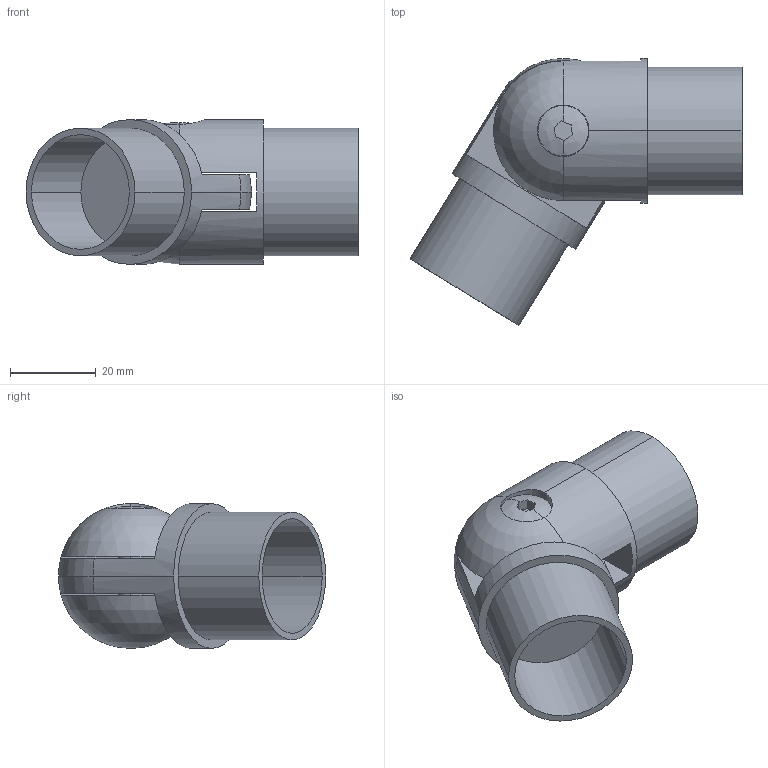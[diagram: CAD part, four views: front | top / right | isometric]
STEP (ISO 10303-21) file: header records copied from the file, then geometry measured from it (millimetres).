
FILE_DESCRIPTION (( 'STEP AP203' ), '1' );
FILE_NAME ('3D_GR1192_33.7x2_188851280.STEP', '2024-11-12T07:30:28', ( '' ), ( '' ), 'SwSTEP 2.0', 'SolidWorks 2023', '' );
FILE_SCHEMA (( 'CONFIG_CONTROL_DESIGN' ));
Length unit declared in the file: millimetre
Products named in the file (1): 3D_GR1192_33.7x2_188851280
Bounding box: 77.23 x 62.13 x 33.7 mm (x, y, z)
Volume: 36670.4 mm3; surface area: 20031.1 mm2
Topology: 3 solids, 3 shells, 56 faces, 129 edges, 84 vertices
Faces by surface type: cylinder 24, plane 24, sphere 4, bspline 2, cone 2
Entity records: 1755 total; most frequent: CARTESIAN_POINT 369, DIRECTION 292, ORIENTED_EDGE 256, EDGE_CURVE 128, AXIS2_PLACEMENT_3D 121, VERTEX_POINT 84, CIRCLE 66, EDGE_LOOP 66
